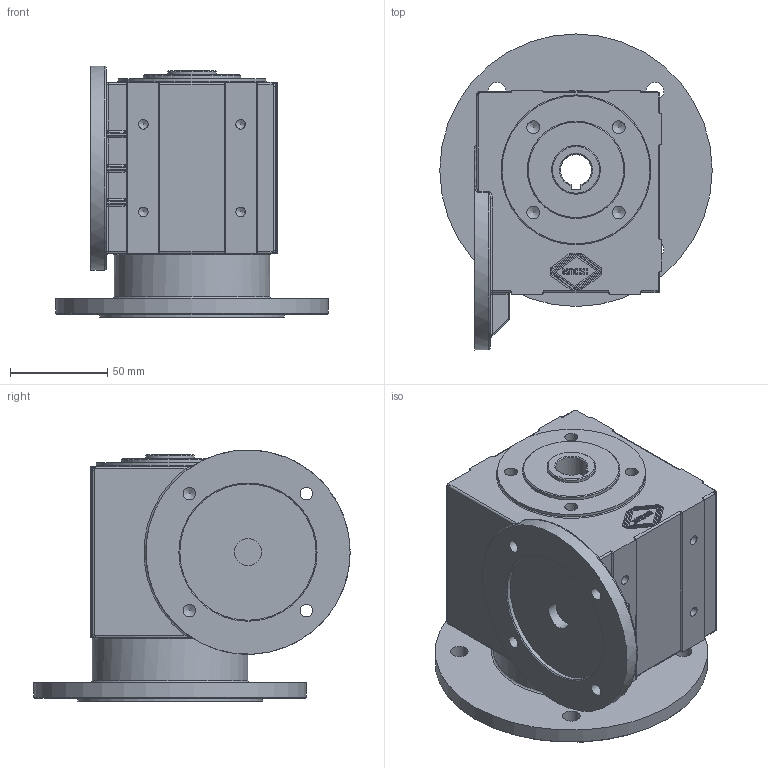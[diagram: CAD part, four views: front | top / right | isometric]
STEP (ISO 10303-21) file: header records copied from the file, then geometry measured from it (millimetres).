
FILE_DESCRIPTION((''),'2;1');
FILE_NAME('A40_B51F140HW_M10.ipt.stp','2010-03-02T10:09:19',('INDUR'),(''),'Autodesk Inventor 2010','Autodesk Inventor 2010','');
FILE_SCHEMA(('CONFIG_CONTROL_DESIGN'));
Length unit declared in the file: millimetre
Products named in the file (1): A40_B51F140HW_M10
Bounding box: 140 x 162.5 x 129.45 mm (x, y, z)
Volume: 1073952.5 mm3; surface area: 108229.6 mm2
Topology: 1 solids, 1 shells, 564 faces, 1485 edges, 944 vertices
Faces by surface type: plane 242, bspline 172, cylinder 133, cone 15, torus 2
Full cylindrical faces by diameter (mm): 4.917 x4, 6.5 x4, 14 x1, 25 x2, 42 x1, 50 x1, 70 x1, 76 x1, 80 x1, 95 x1, 140 x1
Entity records: 22040 total; most frequent: CARTESIAN_POINT 8659, ORIENTED_EDGE 2772, DIRECTION 2340, EDGE_CURVE 1386, VERTEX_POINT 912, VECTOR 818, LINE 818, AXIS2_PLACEMENT_3D 761
